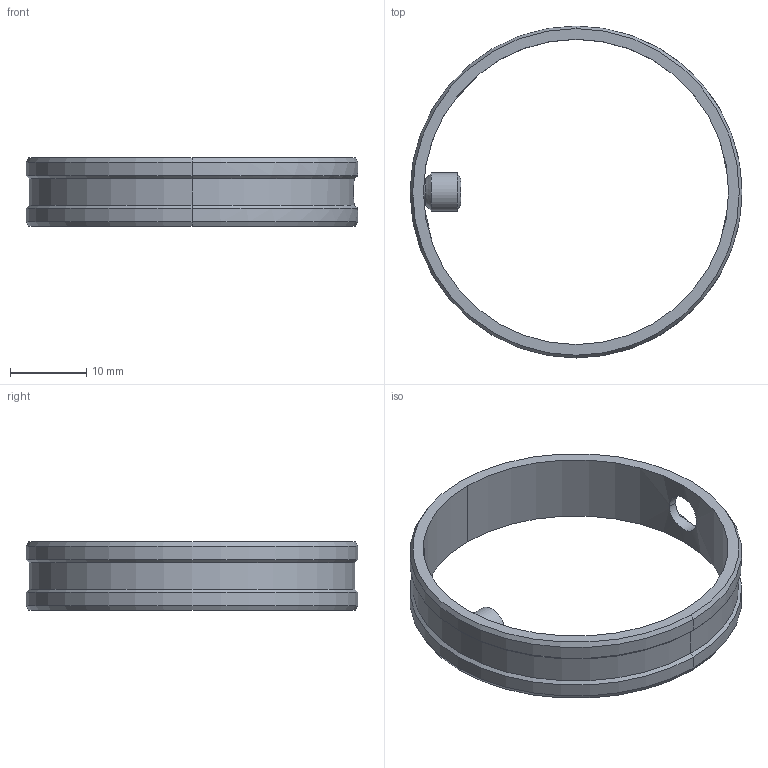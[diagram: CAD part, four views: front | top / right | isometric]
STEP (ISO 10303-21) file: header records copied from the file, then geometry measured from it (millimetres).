
FILE_DESCRIPTION(('HOOPS Exchange Step'),'2;1');
FILE_NAME('export-393666E2-66EF-4CEF-B992-5616D70E41AC.stp','2023-12-28T17:56:34+01:00',('Engineering'),('Alibre'),'HOOPS Exchange 2021.0','Alibre','Unknown authorisation');
FILE_SCHEMA( ('AP242_MANAGED_MODEL_BASED_3D_ENGINEERING_MIM_LF {1 0 10303 442 1 1 4 }') );
Length unit declared in the file: millimetre
Products named in the file (3): 4630-1 HSK40-C Guhring 4953 Brass Locking Ring; 4630-2 HSK40-C Guhring 4953 Brass Locking Ring; 4630 HSK40-C Guhring 4953 Brass Locking Ring
Assembly tree (2 placements, depth 2):
  4630 HSK40-C Guhring 4953 Brass Locking Ring
    4630-1 HSK40-C Guhring 4953 Brass Locking Ring
    4630-2 HSK40-C Guhring 4953 Brass Locking Ring
Bounding box: 43.5 x 43.5 x 9 mm (x, y, z)
Volume: 1861.2 mm3; surface area: 2893.9 mm2
Topology: 2 solids, 2 shells, 59 faces, 142 edges, 89 vertices
Faces by surface type: cone 22, cylinder 16, plane 11, bspline 8, sphere 2
Entity records: 2578 total; most frequent: CARTESIAN_POINT 1185, ORIENTED_EDGE 284, DIRECTION 249, EDGE_CURVE 142, AXIS2_PLACEMENT_3D 104, VERTEX_POINT 89, EDGE_LOOP 65, FACE_BOUND 65
